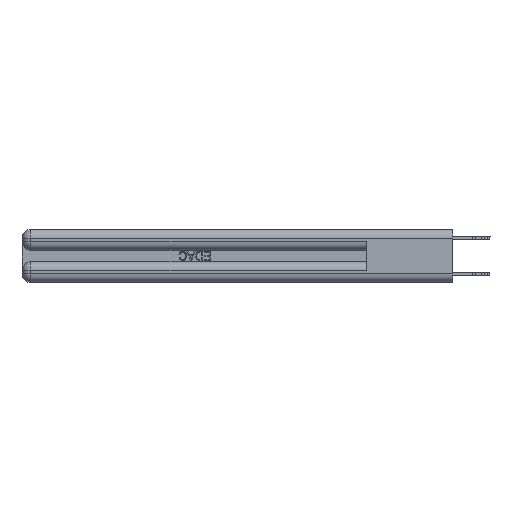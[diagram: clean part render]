
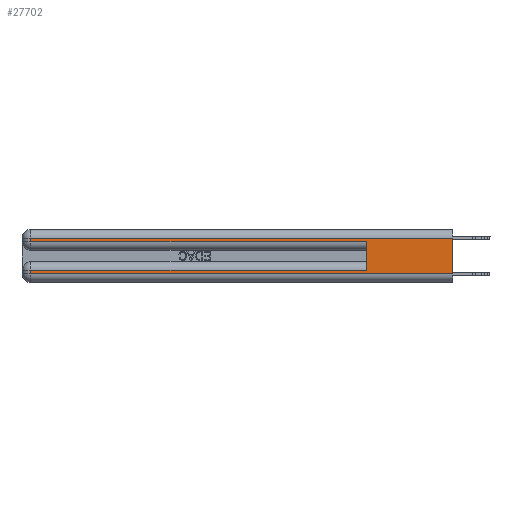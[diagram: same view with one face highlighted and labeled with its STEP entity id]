
A CAD part, left-side view. The second image highlights one B-rep face of the part: STEP entity #27702.
In plain terms, the highlighted planar face has unit normal (-1, 0, 0).
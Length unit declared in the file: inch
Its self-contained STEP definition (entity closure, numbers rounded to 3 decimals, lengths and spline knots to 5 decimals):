
#193 = DIRECTION ( 'NONE',  ( 0., 0., -1. ) ) ;
#221 = ORIENTED_EDGE ( 'NONE', *, *, #16779, .F. ) ;
#1311 = CARTESIAN_POINT ( 'NONE',  ( 0., 0., 0.285 ) ) ;
#1420 = AXIS2_PLACEMENT_3D ( 'NONE', #31510, #21675, #1777 ) ;
#1777 = DIRECTION ( 'NONE',  ( 0., 0., -1. ) ) ;
#1822 = VECTOR ( 'NONE', #193, 39.37008 ) ;
#1876 = DIRECTION ( 'NONE',  ( 0., 0., -1. ) ) ;
#1983 = DIRECTION ( 'NONE',  ( 0., -1., 0. ) ) ;
#2203 = EDGE_CURVE ( 'NONE', #17996, #31630, #10058, .T. ) ;
#2621 = ORIENTED_EDGE ( 'NONE', *, *, #18364, .T. ) ;
#4079 = PLANE ( 'NONE',  #1420 ) ;
#5436 = VERTEX_POINT ( 'NONE', #27022 ) ;
#6343 = VECTOR ( 'NONE', #11624, 39.37008 ) ;
#6776 = ORIENTED_EDGE ( 'NONE', *, *, #18620, .T. ) ;
#6830 = LINE ( 'NONE', #26877, #13880 ) ;
#7760 = CARTESIAN_POINT ( 'NONE',  ( 0., 2.94, 0.37 ) ) ;
#7923 = LINE ( 'NONE', #7760, #1822 ) ;
#8073 = CARTESIAN_POINT ( 'NONE',  ( 0., 0.6, 0.145 ) ) ;
#8181 = CARTESIAN_POINT ( 'NONE',  ( 0., 2.94, 0.31 ) ) ;
#10058 = LINE ( 'NONE', #25015, #21484 ) ;
#11477 = FACE_OUTER_BOUND ( 'NONE', #12330, .T. ) ;
#11624 = DIRECTION ( 'NONE',  ( 0., 1., 0. ) ) ;
#12020 = LINE ( 'NONE', #29756, #16856 ) ;
#12330 = EDGE_LOOP ( 'NONE', ( #221, #20536, #20003, #6776, #20685, #14051, #2621, #15926 ) ) ;
#12984 = VERTEX_POINT ( 'NONE', #28593 ) ;
#13636 = DIRECTION ( 'NONE',  ( 0., -1., 0. ) ) ;
#13763 = CARTESIAN_POINT ( 'NONE',  ( 0., 0., 0.31 ) ) ;
#13812 = LINE ( 'NONE', #1311, #19992 ) ;
#13857 = CARTESIAN_POINT ( 'NONE',  ( 0., 2.94, 0.06 ) ) ;
#13880 = VECTOR ( 'NONE', #1876, 39.37008 ) ;
#14051 = ORIENTED_EDGE ( 'NONE', *, *, #2203, .T. ) ;
#15218 = VERTEX_POINT ( 'NONE', #13857 ) ;
#15543 = EDGE_CURVE ( 'NONE', #17996, #5436, #23358, .T. ) ;
#15926 = ORIENTED_EDGE ( 'NONE', *, *, #18286, .T. ) ;
#16779 = EDGE_CURVE ( 'NONE', #20044, #32170, #6830, .T. ) ;
#16856 = VECTOR ( 'NONE', #1983, 39.37008 ) ;
#17597 = CARTESIAN_POINT ( 'NONE',  ( 0., 2.94, 0.37 ) ) ;
#17726 = EDGE_CURVE ( 'NONE', #20044, #30315, #25924, .T. ) ;
#17996 = VERTEX_POINT ( 'NONE', #28645 ) ;
#18096 = CARTESIAN_POINT ( 'NONE',  ( 0., 2.94, 0.085 ) ) ;
#18286 = EDGE_CURVE ( 'NONE', #15218, #32170, #12020, .T. ) ;
#18364 = EDGE_CURVE ( 'NONE', #31630, #15218, #30081, .T. ) ;
#18620 = EDGE_CURVE ( 'NONE', #12984, #5436, #13812, .T. ) ;
#19992 = VECTOR ( 'NONE', #13636, 39.37008 ) ;
#20003 = ORIENTED_EDGE ( 'NONE', *, *, #24864, .T. ) ;
#20044 = VERTEX_POINT ( 'NONE', #24964 ) ;
#20536 = ORIENTED_EDGE ( 'NONE', *, *, #17726, .T. ) ;
#20685 = ORIENTED_EDGE ( 'NONE', *, *, #15543, .F. ) ;
#21484 = VECTOR ( 'NONE', #22557, 39.37008 ) ;
#21675 = DIRECTION ( 'NONE',  ( 1., 0., 0. ) ) ;
#22557 = DIRECTION ( 'NONE',  ( 0., 1., 0. ) ) ;
#23358 = LINE ( 'NONE', #8073, #26996 ) ;
#24864 = EDGE_CURVE ( 'NONE', #30315, #12984, #7923, .T. ) ;
#24964 = CARTESIAN_POINT ( 'NONE',  ( 0., 0., 0.31 ) ) ;
#25015 = CARTESIAN_POINT ( 'NONE',  ( 0., 0., 0.085 ) ) ;
#25924 = LINE ( 'NONE', #13763, #6343 ) ;
#26877 = CARTESIAN_POINT ( 'NONE',  ( 0., 0., 0.37 ) ) ;
#26996 = VECTOR ( 'NONE', #30573, 39.37008 ) ;
#27022 = CARTESIAN_POINT ( 'NONE',  ( 0., 0.6, 0.285 ) ) ;
#27623 = DIRECTION ( 'NONE',  ( 0., 0., -1. ) ) ;
#27702 = ADVANCED_FACE ( 'NONE', ( #11477 ), #4079, .F. ) ;
#28593 = CARTESIAN_POINT ( 'NONE',  ( 0., 2.94, 0.285 ) ) ;
#28645 = CARTESIAN_POINT ( 'NONE',  ( 0., 0.6, 0.085 ) ) ;
#29020 = CARTESIAN_POINT ( 'NONE',  ( 0., 0., 0.06 ) ) ;
#29756 = CARTESIAN_POINT ( 'NONE',  ( 0., 0., 0.06 ) ) ;
#30081 = LINE ( 'NONE', #17597, #31520 ) ;
#30315 = VERTEX_POINT ( 'NONE', #8181 ) ;
#30573 = DIRECTION ( 'NONE',  ( 0., 0., 1. ) ) ;
#31510 = CARTESIAN_POINT ( 'NONE',  ( 0., 0., 0.37 ) ) ;
#31520 = VECTOR ( 'NONE', #27623, 39.37008 ) ;
#31630 = VERTEX_POINT ( 'NONE', #18096 ) ;
#32170 = VERTEX_POINT ( 'NONE', #29020 ) ;
